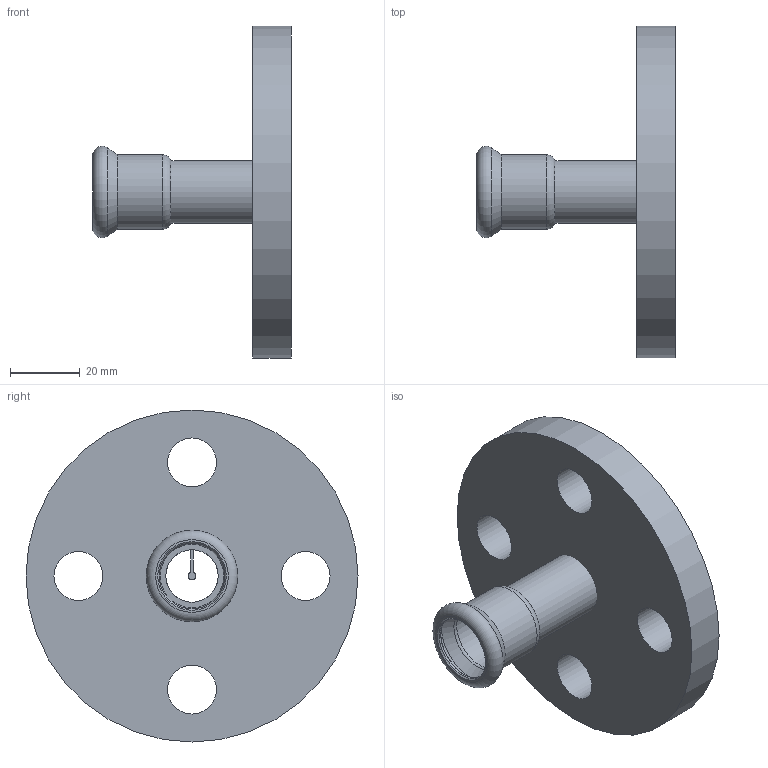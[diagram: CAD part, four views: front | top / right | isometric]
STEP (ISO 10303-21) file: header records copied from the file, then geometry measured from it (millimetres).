
FILE_DESCRIPTION(/* description */ (''),/* implementation_level */ '2;1');
FILE_NAME(/* name */ '33703.stp',/* time_stamp */ '2014-04-01T20:23:43+02:00',/* author */ ('bruh'),/* organization */ (''),/* preprocessor_version */ 'ST-DEVELOPER v15.2',/* originating_system */ 'Autodesk Inventor 2014',/* authorisation */ '');
FILE_SCHEMA (('AUTOMOTIVE_DESIGN { 1 0 10303 214 3 1 1 }'));
Length unit declared in the file: millimetre
Products named in the file (3): 100183; 90836; 33703
Bounding box: 56.8 x 95 x 95 mm (x, y, z)
Volume: 73283.1 mm3; surface area: 24203.2 mm2
Topology: 2 solids, 2 shells, 30 faces, 63 edges, 39 vertices
Faces by surface type: cylinder 12, plane 9, cone 5, torus 4
Full cylindrical faces by diameter (mm): 14 x4, 15 x1, 16 x1, 18 x1, 18.2 x1, 18.8 x1, 21.3 x1, 95 x1
Entity records: 811 total; most frequent: DIRECTION 144, CARTESIAN_POINT 113, ORIENTED_EDGE 82, AXIS2_PLACEMENT_3D 68, EDGE_LOOP 64, EDGE_CURVE 41, FACE_BOUND 37, VERTEX_POINT 37
